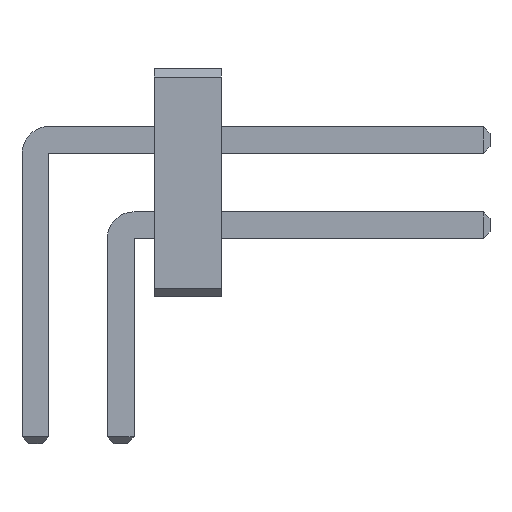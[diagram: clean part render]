
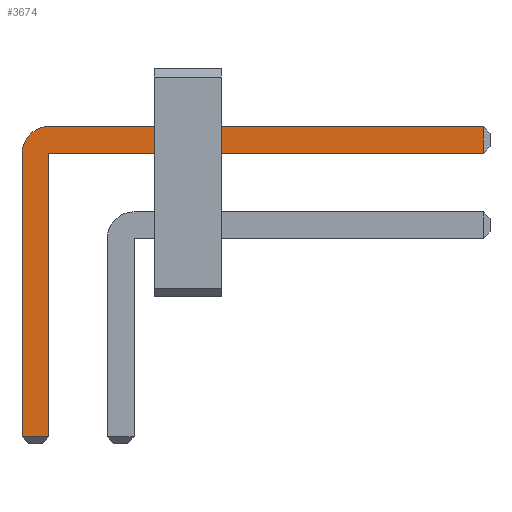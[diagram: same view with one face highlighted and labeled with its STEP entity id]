
A CAD part, front view. The second image highlights one B-rep face of the part: STEP entity #3674.
In plain terms, the highlighted planar face has unit normal (0, -1, 0).
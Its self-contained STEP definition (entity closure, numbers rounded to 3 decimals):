
#13=DIRECTION('',(0.,0.,1.));
#1639=VECTOR('',#13,1.);
#3476=VECTOR('',#3477,1.);
#3477=DIRECTION('',(1.,0.,0.));
#3483=VECTOR('',#3484,1.);
#3484=DIRECTION('',(0.,0.,-1.));
#3491=VECTOR('',#3492,1.);
#3492=DIRECTION('',(-1.,0.,0.));
#3513=DIRECTION('',(-0.,1.,0.));
#3517=DIRECTION('',(0.,1.,0.));
#3518=DIRECTION('',(0.,0.,1.));
#3525=VERTEX_POINT('',#3526);
#3526=CARTESIAN_POINT('',(0.2,-34.49,2.535));
#3528=ORIENTED_EDGE('',*,*,#3529,.T.);
#3529=EDGE_CURVE('',#3525,#3530,#3532,.T.);
#3530=VERTEX_POINT('',#3531);
#3531=CARTESIAN_POINT('',(6.67,-34.49,2.535));
#3532=LINE('',#3533,#3476);
#3533=CARTESIAN_POINT('',(-0.2,-34.49,2.535));
#3570=EDGE_CURVE('',#3571,#3525,#3573,.T.);
#3571=VERTEX_POINT('',#3572);
#3572=CARTESIAN_POINT('',(-0.2,-34.49,2.135));
#3573=CIRCLE('',#3574,0.4);
#3574=AXIS2_PLACEMENT_3D('',#3575,#3513,#3484);
#3575=CARTESIAN_POINT('',(0.2,-34.49,2.135));
#3587=VERTEX_POINT('',#3588);
#3588=CARTESIAN_POINT('',(6.67,-34.49,2.135));
#3590=ORIENTED_EDGE('',*,*,#3591,.T.);
#3591=EDGE_CURVE('',#3587,#3592,#3593,.T.);
#3592=VERTEX_POINT('',#3575);
#3593=LINE('',#3594,#3491);
#3594=CARTESIAN_POINT('',(6.77,-34.49,2.135));
#3606=VERTEX_POINT('',#3607);
#3607=CARTESIAN_POINT('',(-0.2,-34.49,-2.085));
#3609=ORIENTED_EDGE('',*,*,#3610,.T.);
#3610=EDGE_CURVE('',#3606,#3571,#3611,.T.);
#3611=LINE('',#3612,#1639);
#3612=CARTESIAN_POINT('',(-0.2,-34.49,-2.185));
#3620=ORIENTED_EDGE('',*,*,#3621,.T.);
#3621=EDGE_CURVE('',#3592,#3622,#3624,.T.);
#3622=VERTEX_POINT('',#3623);
#3623=CARTESIAN_POINT('',(0.2,-34.49,-2.085));
#3624=LINE('',#3575,#3483);
#3674=ADVANCED_FACE('',(#3675),#3684,.F.);
#3675=FACE_BOUND('',#3676,.F.);
#3676=EDGE_LOOP('',(#3528,#3677,#3590,#3620,#3680,#3609,#3683));
#3677=ORIENTED_EDGE('',*,*,#3678,.T.);
#3678=EDGE_CURVE('',#3530,#3587,#3679,.T.);
#3679=LINE('',#3531,#3483);
#3680=ORIENTED_EDGE('',*,*,#3681,.T.);
#3681=EDGE_CURVE('',#3622,#3606,#3682,.T.);
#3682=LINE('',#3623,#3491);
#3683=ORIENTED_EDGE('',*,*,#3570,.T.);
#3684=PLANE('',#3685);
#3685=AXIS2_PLACEMENT_3D('',#3686,#3517,#3518);
#3686=CARTESIAN_POINT('',(2.071,-34.49,1.389));
